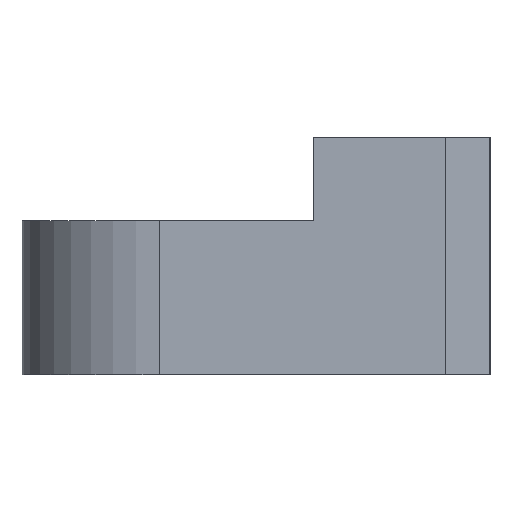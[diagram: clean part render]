
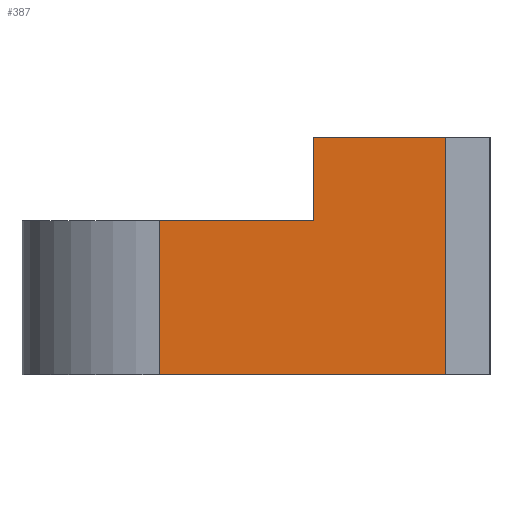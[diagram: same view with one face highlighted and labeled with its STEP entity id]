
A CAD part, left-side view. The second image highlights one B-rep face of the part: STEP entity #387.
In plain terms, the highlighted planar face has unit normal (-1, 0, 0).
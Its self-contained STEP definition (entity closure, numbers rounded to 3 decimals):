
#23=PLANE('',#425);
#41=FACE_OUTER_BOUND('',#61,.T.);
#61=EDGE_LOOP('',(#295,#296,#297,#298,#299,#300));
#90=LINE('',#581,#136);
#92=LINE('',#585,#138);
#94=LINE('',#589,#140);
#95=LINE('',#591,#141);
#96=LINE('',#593,#142);
#97=LINE('',#594,#143);
#136=VECTOR('',#474,10.);
#138=VECTOR('',#478,10.);
#140=VECTOR('',#482,10.);
#141=VECTOR('',#483,10.);
#142=VECTOR('',#484,10.);
#143=VECTOR('',#485,10.);
#190=VERTEX_POINT('',#578);
#191=VERTEX_POINT('',#580);
#192=VERTEX_POINT('',#584);
#193=VERTEX_POINT('',#588);
#194=VERTEX_POINT('',#590);
#195=VERTEX_POINT('',#592);
#230=EDGE_CURVE('',#190,#191,#90,.T.);
#232=EDGE_CURVE('',#191,#192,#92,.T.);
#234=EDGE_CURVE('',#193,#190,#94,.T.);
#235=EDGE_CURVE('',#194,#193,#95,.T.);
#236=EDGE_CURVE('',#195,#194,#96,.T.);
#237=EDGE_CURVE('',#192,#195,#97,.T.);
#295=ORIENTED_EDGE('',*,*,#232,.F.);
#296=ORIENTED_EDGE('',*,*,#230,.F.);
#297=ORIENTED_EDGE('',*,*,#234,.F.);
#298=ORIENTED_EDGE('',*,*,#235,.F.);
#299=ORIENTED_EDGE('',*,*,#236,.F.);
#300=ORIENTED_EDGE('',*,*,#237,.F.);
#387=ADVANCED_FACE('',(#41),#23,.T.);
#425=AXIS2_PLACEMENT_3D('',#587,#480,#481);
#474=DIRECTION('',(0.,-1.,0.));
#478=DIRECTION('',(0.,0.,-1.));
#480=DIRECTION('center_axis',(-1.,0.,0.));
#481=DIRECTION('ref_axis',(0.,-1.,0.));
#482=DIRECTION('',(0.,0.,1.));
#483=DIRECTION('',(0.,-1.,0.));
#484=DIRECTION('',(0.,0.,1.));
#485=DIRECTION('',(0.,1.,0.));
#578=CARTESIAN_POINT('',(-27.693,-2.8,4.32));
#580=CARTESIAN_POINT('',(-27.693,-5.2,4.32));
#581=CARTESIAN_POINT('',(-27.693,-6.,4.32));
#584=CARTESIAN_POINT('',(-27.693,-5.2,0.));
#585=CARTESIAN_POINT('',(-27.693,-5.2,0.));
#587=CARTESIAN_POINT('Origin',(-27.693,0.,0.));
#588=CARTESIAN_POINT('',(-27.693,-2.8,2.8));
#589=CARTESIAN_POINT('',(-27.693,-2.8,0.));
#590=CARTESIAN_POINT('',(-27.693,0.,2.8));
#591=CARTESIAN_POINT('',(-27.693,-6.,2.8));
#592=CARTESIAN_POINT('',(-27.693,0.,0.));
#593=CARTESIAN_POINT('',(-27.693,0.,0.));
#594=CARTESIAN_POINT('',(-27.693,-6.,0.));
